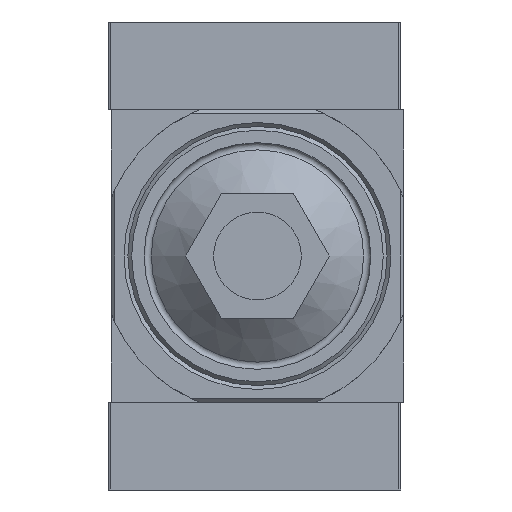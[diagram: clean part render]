
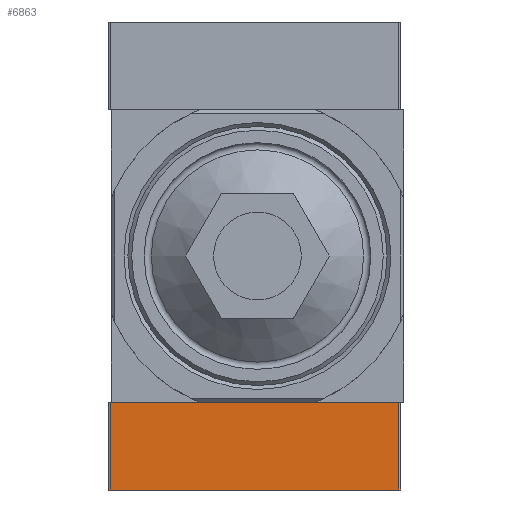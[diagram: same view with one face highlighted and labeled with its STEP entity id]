
A CAD part, front view. The second image highlights one B-rep face of the part: STEP entity #6863.
In plain terms, the highlighted face is planar.
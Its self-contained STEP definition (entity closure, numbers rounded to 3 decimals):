
#279=PLANE('',#7464);
#557=LINE('',#10703,#919);
#558=LINE('',#10707,#920);
#559=LINE('',#10709,#921);
#560=LINE('',#10711,#922);
#919=VECTOR('',#8804,1000.);
#920=VECTOR('',#8809,1000.);
#921=VECTOR('',#8810,1000.);
#922=VECTOR('',#8811,1000.);
#2049=ORIENTED_EDGE('',*,*,#3113,.T.);
#2050=ORIENTED_EDGE('',*,*,#3114,.F.);
#2051=ORIENTED_EDGE('',*,*,#3115,.F.);
#2052=ORIENTED_EDGE('',*,*,#3111,.T.);
#3111=EDGE_CURVE('',#3739,#3738,#557,.T.);
#3113=EDGE_CURVE('',#3738,#3740,#558,.T.);
#3114=EDGE_CURVE('',#3741,#3740,#559,.T.);
#3115=EDGE_CURVE('',#3739,#3741,#560,.T.);
#3738=VERTEX_POINT('',#10702);
#3739=VERTEX_POINT('',#10704);
#3740=VERTEX_POINT('',#10708);
#3741=VERTEX_POINT('',#10710);
#4548=EDGE_LOOP('',(#2049,#2050,#2051,#2052));
#5032=FACE_BOUND('',#4548,.T.);
#6863=ADVANCED_FACE('',(#5032),#279,.F.);
#7464=AXIS2_PLACEMENT_3D('',#10706,#8807,#8808);
#8804=DIRECTION('',(0.,0.,-1.));
#8807=DIRECTION('',(0.,-1.,0.));
#8808=DIRECTION('',(0.,0.,-1.));
#8809=DIRECTION('',(-1.,0.,0.));
#8810=DIRECTION('',(0.,0.,-1.));
#8811=DIRECTION('',(-1.,0.,0.));
#10702=CARTESIAN_POINT('',(19.7,10.,-6.));
#10703=CARTESIAN_POINT('',(19.7,10.,6.));
#10704=CARTESIAN_POINT('',(19.7,10.,6.));
#10706=CARTESIAN_POINT('',(19.7,10.,6.));
#10707=CARTESIAN_POINT('',(19.7,10.,-6.));
#10708=CARTESIAN_POINT('',(-19.7,10.,-6.));
#10709=CARTESIAN_POINT('',(-19.7,10.,6.));
#10710=CARTESIAN_POINT('',(-19.7,10.,6.));
#10711=CARTESIAN_POINT('',(19.7,10.,6.));
